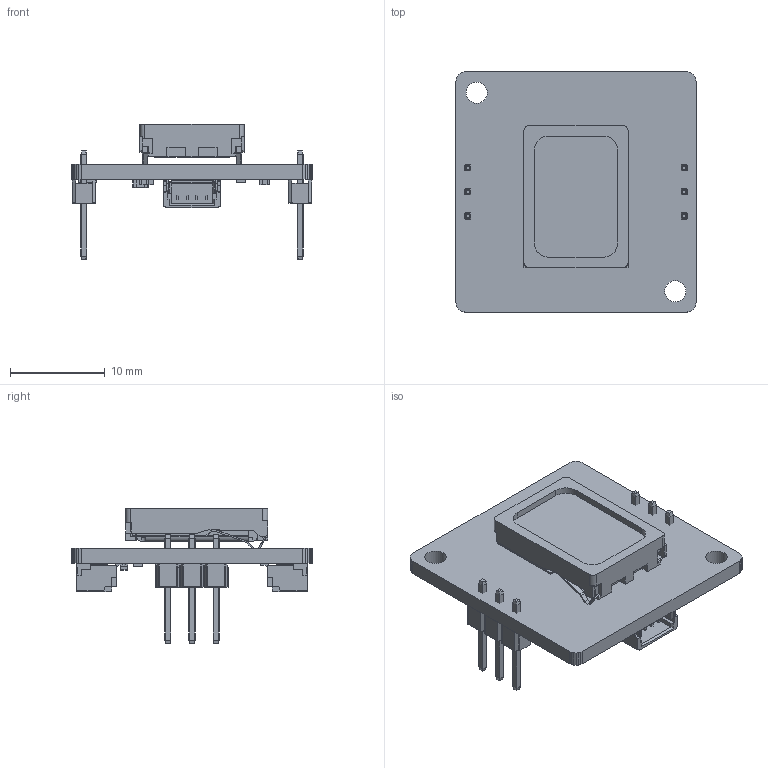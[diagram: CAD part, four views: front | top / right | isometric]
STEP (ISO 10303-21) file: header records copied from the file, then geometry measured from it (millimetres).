
FILE_DESCRIPTION(('for SolidWorks'),'2;1');
FILE_NAME('M29.step', '2022-08-26T13:49:15',('dc'),(''),'Open CASCADE STEP processor 6.6', 'DipTrace','Unknown');
FILE_SCHEMA(('AUTOMOTIVE_DESIGN { 1 0 10303 214 1 1 1 1 }'));
Length unit declared in the file: millimetre
Products named in the file (10): PCB_M29; Board_M29; cap_0402; cap_0603; LED_0603; 1X3-HDR; SM04B-SRSS-TB(LF)(SN)--3DModel-STEP-56544; AS01508MS-SC11-WP-R--3DModel-STEP-1; res_0402; SOIC_2AADCR_DIO
Assembly tree (18 placements, depth 2):
  PCB_M29
    Board_M29
    cap_0402  x5
    cap_0603
    LED_0603
    1X3-HDR  x2
    SM04B-SRSS-TB(LF)(SN)--3DModel-STEP-56544  x2
    AS01508MS-SC11-WP-R--3DModel-STEP-1
    res_0402  x4
    SOIC_2AADCR_DIO
Bounding box: 25.4 x 25.4 x 14.35 mm (x, y, z)
Volume: 1468.4 mm3; surface area: 3061.9 mm2
Topology: 3 solids, 81 shells, 1832 faces, 4720 edges, 2989 vertices
Faces by surface type: plane 1264, cylinder 456, sphere 52, revolution 48, bspline 12
Full cylindrical faces by diameter (mm): 0.198 x1, 2.25 x2
Entity records: 39142 total; most frequent: CARTESIAN_POINT 6729, ORIENTED_EDGE 5674, DIRECTION 5353, EDGE_CURVE 2836, LINE 2229, VECTOR 2229, VERTEX_POINT 1819, AXIS2_PLACEMENT_3D 1550
